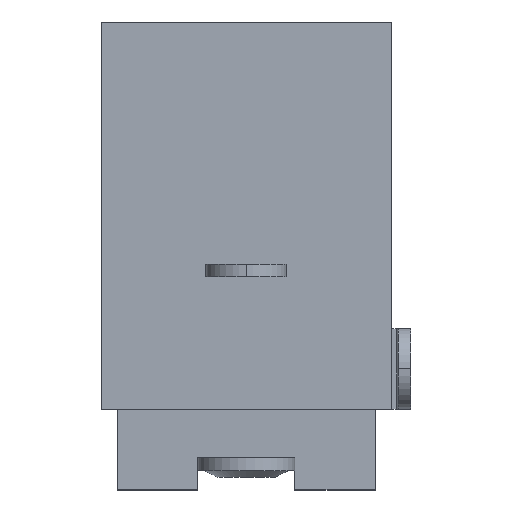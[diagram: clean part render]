
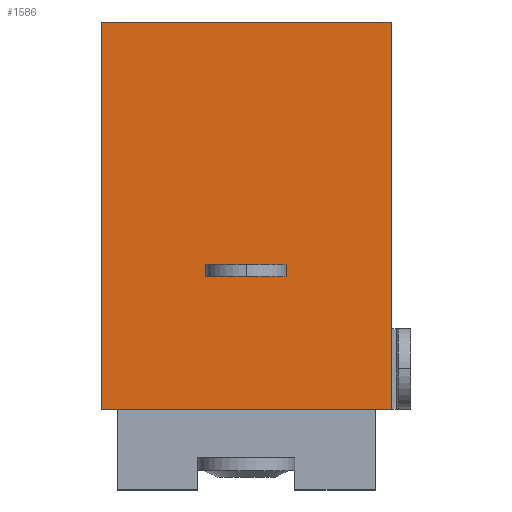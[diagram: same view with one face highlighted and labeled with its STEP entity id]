
A CAD part, front view. The second image highlights one B-rep face of the part: STEP entity #1586.
In plain terms, the highlighted planar face has unit normal (0, -1, 0).
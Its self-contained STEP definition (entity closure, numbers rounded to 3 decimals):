
#84 = CARTESIAN_POINT ( 'NONE',  ( 4.5, 0., 7.25 ) ) ;
#90 = LINE ( 'NONE', #960, #870 ) ;
#179 = AXIS2_PLACEMENT_3D ( 'NONE', #243, #1168, #768 ) ;
#243 = CARTESIAN_POINT ( 'NONE',  ( 0., 0., 0. ) ) ;
#327 = CARTESIAN_POINT ( 'NONE',  ( 0., 0., -4.75 ) ) ;
#352 = VERTEX_POINT ( 'NONE', #1224 ) ;
#506 = DIRECTION ( 'NONE',  ( 1., 0., 0. ) ) ;
#768 = DIRECTION ( 'NONE',  ( 0., 0., -1. ) ) ;
#784 = VERTEX_POINT ( 'NONE', #1194 ) ;
#799 = DIRECTION ( 'NONE',  ( 0., 0., -1. ) ) ;
#810 = VERTEX_POINT ( 'NONE', #1605 ) ;
#811 = EDGE_CURVE ( 'NONE', #352, #810, #2171, .T. ) ;
#870 = VECTOR ( 'NONE', #2233, 1000. ) ;
#872 = VERTEX_POINT ( 'NONE', #1681 ) ;
#918 = VECTOR ( 'NONE', #1022, 1000. ) ;
#960 = CARTESIAN_POINT ( 'NONE',  ( -4.5, 0., 7.25 ) ) ;
#974 = ORIENTED_EDGE ( 'NONE', *, *, #2091, .F. ) ;
#1019 = ORIENTED_EDGE ( 'NONE', *, *, #811, .F. ) ;
#1022 = DIRECTION ( 'NONE',  ( -1., 0., 0. ) ) ;
#1168 = DIRECTION ( 'NONE',  ( 0., -1., 0. ) ) ;
#1194 = CARTESIAN_POINT ( 'NONE',  ( -4.5, 0., -4.75 ) ) ;
#1224 = CARTESIAN_POINT ( 'NONE',  ( -4.5, 0., 7.25 ) ) ;
#1298 = LINE ( 'NONE', #84, #2100 ) ;
#1376 = CARTESIAN_POINT ( 'NONE',  ( -4.5, 0., 7.25 ) ) ;
#1386 = EDGE_CURVE ( 'NONE', #872, #784, #1730, .T. ) ;
#1500 = ORIENTED_EDGE ( 'NONE', *, *, #1609, .F. ) ;
#1503 = PLANE ( 'NONE',  #179 ) ;
#1586 = ADVANCED_FACE ( 'NONE', ( #1640 ), #1503, .T. ) ;
#1605 = CARTESIAN_POINT ( 'NONE',  ( 4.5, 0., 7.25 ) ) ;
#1609 = EDGE_CURVE ( 'NONE', #784, #352, #90, .T. ) ;
#1640 = FACE_OUTER_BOUND ( 'NONE', #1643, .T. ) ;
#1643 = EDGE_LOOP ( 'NONE', ( #2255, #974, #1019, #1500 ) ) ;
#1681 = CARTESIAN_POINT ( 'NONE',  ( 4.5, 0., -4.75 ) ) ;
#1730 = LINE ( 'NONE', #327, #918 ) ;
#2091 = EDGE_CURVE ( 'NONE', #810, #872, #1298, .T. ) ;
#2100 = VECTOR ( 'NONE', #799, 1000. ) ;
#2171 = LINE ( 'NONE', #1376, #2178 ) ;
#2178 = VECTOR ( 'NONE', #506, 1000. ) ;
#2233 = DIRECTION ( 'NONE',  ( 0., 0., 1. ) ) ;
#2255 = ORIENTED_EDGE ( 'NONE', *, *, #1386, .F. ) ;
